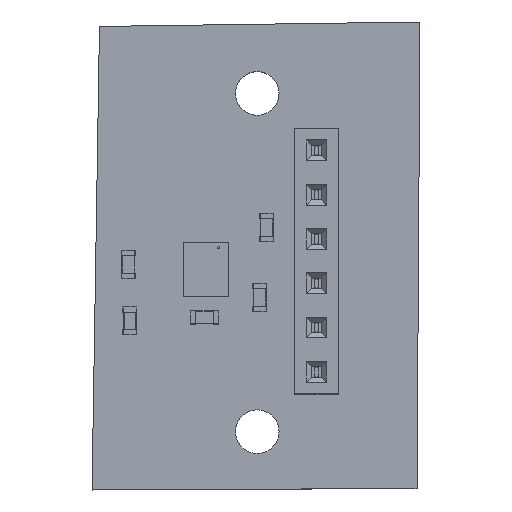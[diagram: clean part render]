
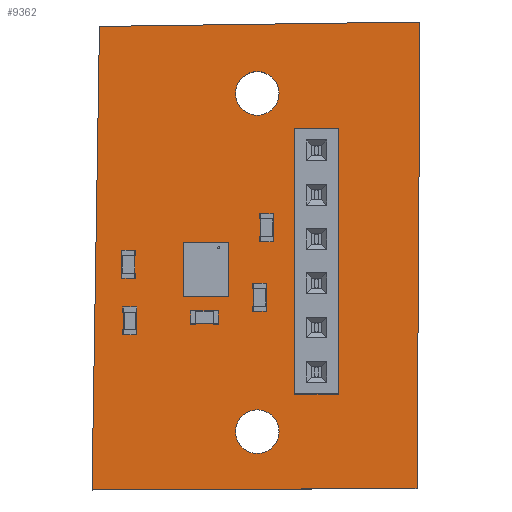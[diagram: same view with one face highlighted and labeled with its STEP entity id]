
A CAD part, top view. The second image highlights one B-rep face of the part: STEP entity #9362.
In plain terms, the highlighted planar face has unit normal (0, 0, 1).
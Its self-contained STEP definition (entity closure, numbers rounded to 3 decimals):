
#9162 = VERTEX_POINT('',#9163);
#9163 = CARTESIAN_POINT('',(146.216,-107.411,1.6));
#9169 = EDGE_CURVE('',#9162,#9170,#9172,.T.);
#9170 = VERTEX_POINT('',#9171);
#9171 = CARTESIAN_POINT('',(127.573,-107.495,1.6));
#9172 = LINE('',#9173,#9174);
#9173 = CARTESIAN_POINT('',(146.216,-107.411,1.6));
#9174 = VECTOR('',#9175,1.);
#9175 = DIRECTION('',(-1.,-0.005,0.));
#9202 = VERTEX_POINT('',#9203);
#9203 = CARTESIAN_POINT('',(146.387,-80.652,1.6));
#9209 = EDGE_CURVE('',#9202,#9162,#9210,.T.);
#9210 = LINE('',#9211,#9212);
#9211 = CARTESIAN_POINT('',(146.387,-80.652,1.6));
#9212 = VECTOR('',#9213,1.);
#9213 = DIRECTION('',(-0.006,-1.,0.));
#9231 = EDGE_CURVE('',#9170,#9232,#9234,.T.);
#9232 = VERTEX_POINT('',#9233);
#9233 = CARTESIAN_POINT('',(128.001,-80.906,1.6));
#9234 = LINE('',#9235,#9236);
#9235 = CARTESIAN_POINT('',(127.573,-107.495,1.6));
#9236 = VECTOR('',#9237,1.);
#9237 = DIRECTION('',(0.016,1.,0.));
#9362 = ADVANCED_FACE('',(#9363,#9374,#9385,#9396,#9407,#9418,#9429,
    #9440,#9451),#9462,.T.);
#9363 = FACE_BOUND('',#9364,.T.);
#9364 = EDGE_LOOP('',(#9365,#9366,#9367,#9373));
#9365 = ORIENTED_EDGE('',*,*,#9169,.F.);
#9366 = ORIENTED_EDGE('',*,*,#9209,.F.);
#9367 = ORIENTED_EDGE('',*,*,#9368,.F.);
#9368 = EDGE_CURVE('',#9232,#9202,#9369,.T.);
#9369 = LINE('',#9370,#9371);
#9370 = CARTESIAN_POINT('',(128.001,-80.906,1.6));
#9371 = VECTOR('',#9372,1.);
#9372 = DIRECTION('',(1.,0.014,0.));
#9373 = ORIENTED_EDGE('',*,*,#9231,.F.);
#9374 = FACE_BOUND('',#9375,.T.);
#9375 = EDGE_LOOP('',(#9376));
#9376 = ORIENTED_EDGE('',*,*,#9377,.T.);
#9377 = EDGE_CURVE('',#9378,#9378,#9380,.T.);
#9378 = VERTEX_POINT('',#9379);
#9379 = CARTESIAN_POINT('',(137.05,-105.4,1.6));
#9380 = CIRCLE('',#9381,1.25);
#9381 = AXIS2_PLACEMENT_3D('',#9382,#9383,#9384);
#9382 = CARTESIAN_POINT('',(137.05,-104.15,1.6));
#9383 = DIRECTION('',(-0.,0.,-1.));
#9384 = DIRECTION('',(-0.,-1.,0.));
#9385 = FACE_BOUND('',#9386,.T.);
#9386 = EDGE_LOOP('',(#9387));
#9387 = ORIENTED_EDGE('',*,*,#9388,.T.);
#9388 = EDGE_CURVE('',#9389,#9389,#9391,.T.);
#9389 = VERTEX_POINT('',#9390);
#9390 = CARTESIAN_POINT('',(140.45,-101.23,1.6));
#9391 = CIRCLE('',#9392,0.5);
#9392 = AXIS2_PLACEMENT_3D('',#9393,#9394,#9395);
#9393 = CARTESIAN_POINT('',(140.45,-100.73,1.6));
#9394 = DIRECTION('',(-0.,0.,-1.));
#9395 = DIRECTION('',(-0.,-1.,0.));
#9396 = FACE_BOUND('',#9397,.T.);
#9397 = EDGE_LOOP('',(#9398));
#9398 = ORIENTED_EDGE('',*,*,#9399,.T.);
#9399 = EDGE_CURVE('',#9400,#9400,#9402,.T.);
#9400 = VERTEX_POINT('',#9401);
#9401 = CARTESIAN_POINT('',(140.45,-98.69,1.6));
#9402 = CIRCLE('',#9403,0.5);
#9403 = AXIS2_PLACEMENT_3D('',#9404,#9405,#9406);
#9404 = CARTESIAN_POINT('',(140.45,-98.19,1.6));
#9405 = DIRECTION('',(-0.,0.,-1.));
#9406 = DIRECTION('',(-0.,-1.,0.));
#9407 = FACE_BOUND('',#9408,.T.);
#9408 = EDGE_LOOP('',(#9409));
#9409 = ORIENTED_EDGE('',*,*,#9410,.T.);
#9410 = EDGE_CURVE('',#9411,#9411,#9413,.T.);
#9411 = VERTEX_POINT('',#9412);
#9412 = CARTESIAN_POINT('',(140.45,-96.15,1.6));
#9413 = CIRCLE('',#9414,0.5);
#9414 = AXIS2_PLACEMENT_3D('',#9415,#9416,#9417);
#9415 = CARTESIAN_POINT('',(140.45,-95.65,1.6));
#9416 = DIRECTION('',(-0.,0.,-1.));
#9417 = DIRECTION('',(-0.,-1.,0.));
#9418 = FACE_BOUND('',#9419,.T.);
#9419 = EDGE_LOOP('',(#9420));
#9420 = ORIENTED_EDGE('',*,*,#9421,.T.);
#9421 = EDGE_CURVE('',#9422,#9422,#9424,.T.);
#9422 = VERTEX_POINT('',#9423);
#9423 = CARTESIAN_POINT('',(137.052,-86.,1.6));
#9424 = CIRCLE('',#9425,1.25);
#9425 = AXIS2_PLACEMENT_3D('',#9426,#9427,#9428);
#9426 = CARTESIAN_POINT('',(137.052,-84.75,1.6));
#9427 = DIRECTION('',(-0.,0.,-1.));
#9428 = DIRECTION('',(-0.,-1.,0.));
#9429 = FACE_BOUND('',#9430,.T.);
#9430 = EDGE_LOOP('',(#9431));
#9431 = ORIENTED_EDGE('',*,*,#9432,.T.);
#9432 = EDGE_CURVE('',#9433,#9433,#9435,.T.);
#9433 = VERTEX_POINT('',#9434);
#9434 = CARTESIAN_POINT('',(140.45,-93.61,1.6));
#9435 = CIRCLE('',#9436,0.5);
#9436 = AXIS2_PLACEMENT_3D('',#9437,#9438,#9439);
#9437 = CARTESIAN_POINT('',(140.45,-93.11,1.6));
#9438 = DIRECTION('',(-0.,0.,-1.));
#9439 = DIRECTION('',(-0.,-1.,0.));
#9440 = FACE_BOUND('',#9441,.T.);
#9441 = EDGE_LOOP('',(#9442));
#9442 = ORIENTED_EDGE('',*,*,#9443,.T.);
#9443 = EDGE_CURVE('',#9444,#9444,#9446,.T.);
#9444 = VERTEX_POINT('',#9445);
#9445 = CARTESIAN_POINT('',(140.45,-91.07,1.6));
#9446 = CIRCLE('',#9447,0.5);
#9447 = AXIS2_PLACEMENT_3D('',#9448,#9449,#9450);
#9448 = CARTESIAN_POINT('',(140.45,-90.57,1.6));
#9449 = DIRECTION('',(-0.,0.,-1.));
#9450 = DIRECTION('',(-0.,-1.,0.));
#9451 = FACE_BOUND('',#9452,.T.);
#9452 = EDGE_LOOP('',(#9453));
#9453 = ORIENTED_EDGE('',*,*,#9454,.T.);
#9454 = EDGE_CURVE('',#9455,#9455,#9457,.T.);
#9455 = VERTEX_POINT('',#9456);
#9456 = CARTESIAN_POINT('',(140.45,-88.53,1.6));
#9457 = CIRCLE('',#9458,0.5);
#9458 = AXIS2_PLACEMENT_3D('',#9459,#9460,#9461);
#9459 = CARTESIAN_POINT('',(140.45,-88.03,1.6));
#9460 = DIRECTION('',(-0.,0.,-1.));
#9461 = DIRECTION('',(-0.,-1.,0.));
#9462 = PLANE('',#9463);
#9463 = AXIS2_PLACEMENT_3D('',#9464,#9465,#9466);
#9464 = CARTESIAN_POINT('',(0.,0.,1.6));
#9465 = DIRECTION('',(0.,0.,1.));
#9466 = DIRECTION('',(1.,0.,-0.));
